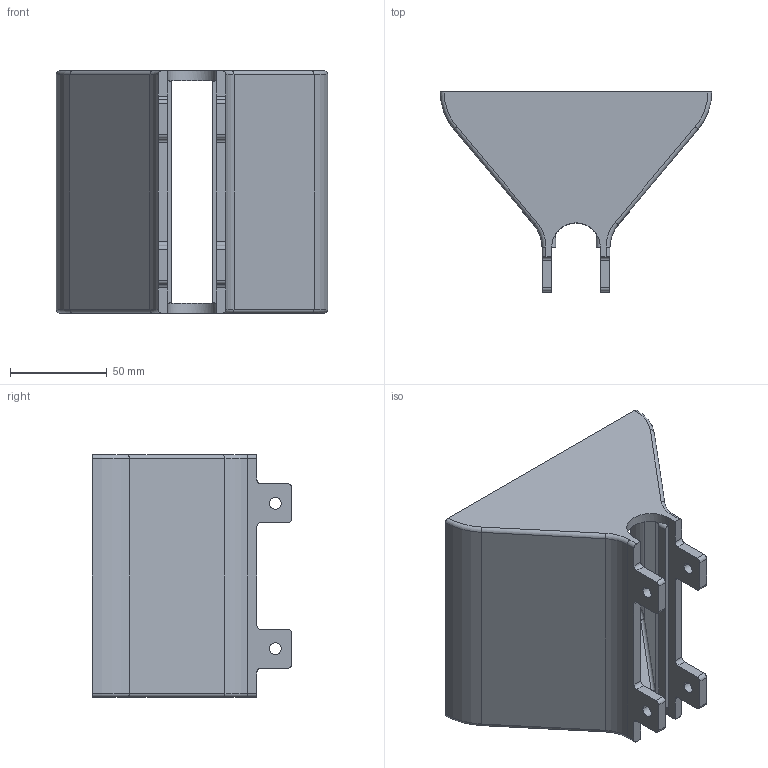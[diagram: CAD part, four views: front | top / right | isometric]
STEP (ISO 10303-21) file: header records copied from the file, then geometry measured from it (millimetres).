
FILE_DESCRIPTION (( 'STEP AP203' ), '1' );
FILE_NAME ('tramoggia3.STEP', '2013-05-07T06:47:27', ( '' ), ( '' ), 'SwSTEP 2.0', 'SolidWorks 2012', '' );
FILE_SCHEMA (( 'CONFIG_CONTROL_DESIGN' ));
Length unit declared in the file: millimetre
Products named in the file (1): tramoggia3
Bounding box: 140 x 103 x 125 mm (x, y, z)
Volume: 199135.8 mm3; surface area: 83303.9 mm2
Topology: 1 solids, 1 shells, 107 faces, 290 edges, 184 vertices
Faces by surface type: cylinder 54, plane 37, torus 16
Entity records: 3577 total; most frequent: CARTESIAN_POINT 706, DIRECTION 618, ORIENTED_EDGE 580, EDGE_CURVE 290, AXIS2_PLACEMENT_3D 232, VERTEX_POINT 184, LINE 154, VECTOR 154
